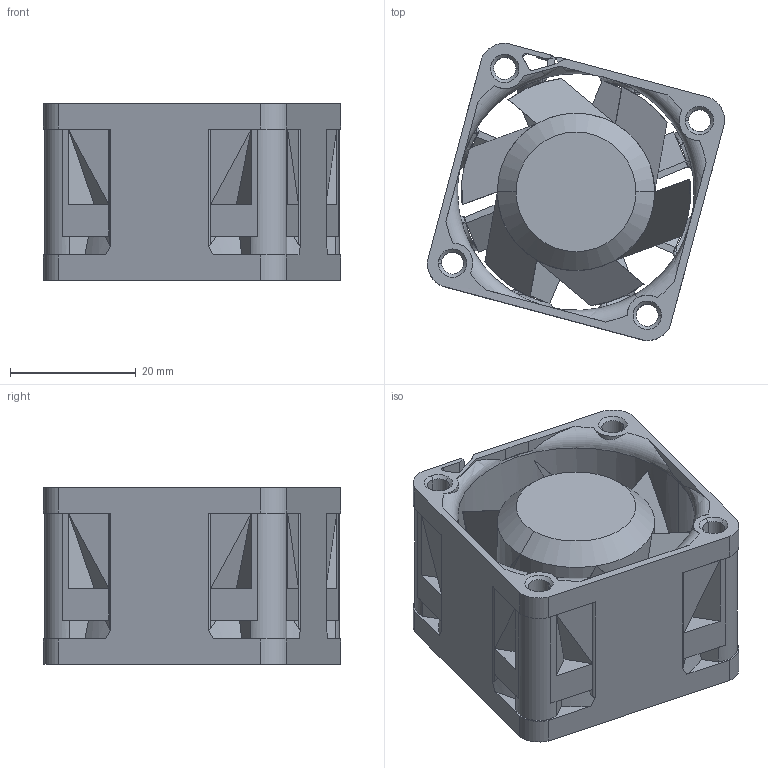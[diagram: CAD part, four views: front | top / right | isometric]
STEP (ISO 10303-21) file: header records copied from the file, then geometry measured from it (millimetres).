
FILE_DESCRIPTION((''),'2;1');
FILE_NAME('PFB0412EN-E','2022-02-11T',('THOMAS.CH.WU'),(''),'PRO/ENGINEER BY PARAMETRIC TECHNOLOGY CORPORATION, 2009360','PRO/ENGINEER BY PARAMETRIC TECHNOLOGY CORPORATION, 2009360','');
FILE_SCHEMA(('CONFIG_CONTROL_DESIGN'));
Length unit declared in the file: millimetre
Products named in the file (1): PFB0412EN-E
Bounding box: 47.18 x 47.19 x 28 mm (x, y, z)
Volume: 22696.3 mm3; surface area: 16324.7 mm2
Topology: 3 solids, 3 shells, 442 faces, 1343 edges, 905 vertices
Faces by surface type: plane 223, cylinder 120, bspline 61, cone 34, torus 3, sphere 1
Entity records: 20693 total; most frequent: CARTESIAN_POINT 9209, ORIENTED_EDGE 2684, DIRECTION 2093, EDGE_CURVE 1342, VERTEX_POINT 905, AXIS2_PLACEMENT_3D 763, VECTOR 567, LINE 567
